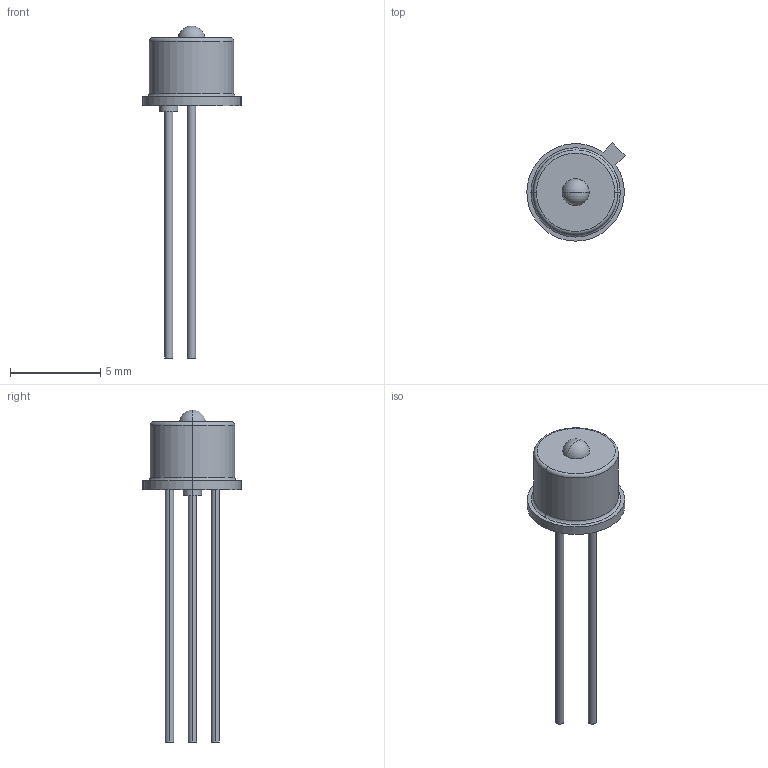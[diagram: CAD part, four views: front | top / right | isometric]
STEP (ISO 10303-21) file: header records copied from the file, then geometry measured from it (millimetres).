
FILE_DESCRIPTION (( 'STEP AP214' ), '1' );
FILE_NAME ('TTN019843-E0W.STEP', '2013-11-07T21:24:10', ( 'admin' ), ( '' ), 'SwSTEP 2.0', 'SolidWorks 2012', '' );
FILE_SCHEMA (( 'AUTOMOTIVE_DESIGN' ));
Length unit declared in the file: inch
Products named in the file (1): TTN019843-E0W
Bounding box: 5.45 x 5.45 x 18.41 mm (x, y, z)
Volume: 28.7 mm3; surface area: 239.3 mm2
Topology: 2 solids, 2 shells, 38 faces, 76 edges, 50 vertices
Faces by surface type: cylinder 17, plane 13, torus 4, sphere 4
Entity records: 1416 total; most frequent: DIRECTION 204, CARTESIAN_POINT 165, ORIENTED_EDGE 152, AXIS2_PLACEMENT_3D 89, EDGE_CURVE 76, VERTEX_POINT 50, CIRCLE 50, EDGE_LOOP 46
